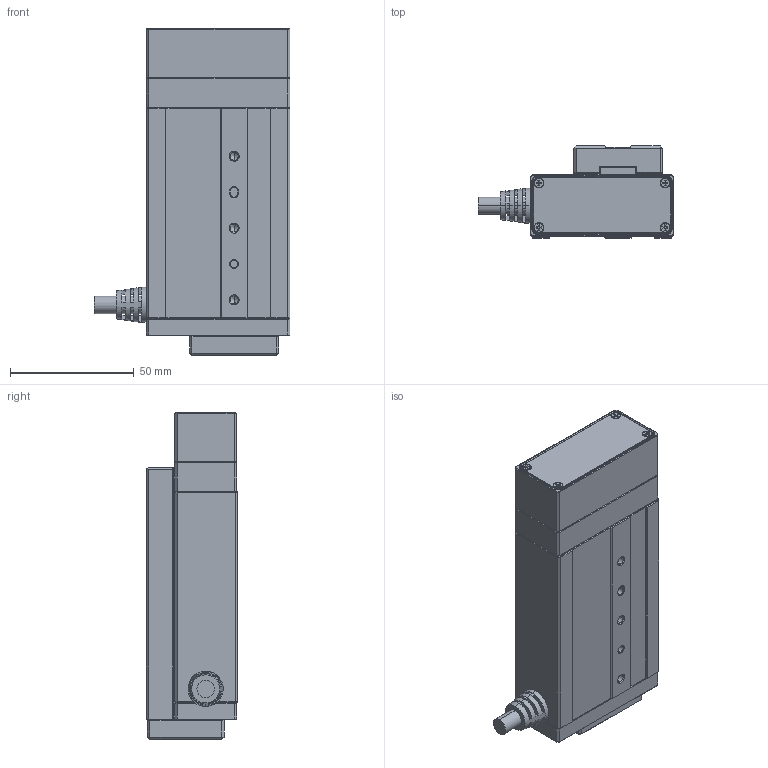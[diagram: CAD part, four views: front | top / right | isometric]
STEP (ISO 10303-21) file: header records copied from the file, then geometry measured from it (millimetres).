
FILE_DESCRIPTION (( 'STEP AP203' ), '1' );
FILE_NAME ('RM-WRPLA-08-50-8T 遵す怢芢裝.STEP', '2022-01-07T08:30:43', ( '' ), ( '' ), 'SwSTEP 2.0', 'SolidWorks 2019', '' );
FILE_SCHEMA (( 'CONFIG_CONTROL_DESIGN' ));
Length unit declared in the file: millimetre
Products named in the file (21): 粣創釱; MGW7H 賑輸; RM-WRPLA-08-50-8T 遵す怢芢裝; PPT16-GFM-1012-07 拸蚐傍杶; す怢倰裝极_50; MFT07-M4 粟銅賡; M3x5 埴翐囀鞠褒蹟佪; す怢傷啣; MFT02-M2x5 坋趼麥芛蹟佪; MFT07-M2.5 粟銅賡; 肮祭謫碟猾裔; SR.step; M4x8 埴翐囀鞠褒蹟佪; 芢裝_50; MFT03-M2.5x8 埴翐囀鞠褒蹟佪; ヶ傷裔; MFT07-M3 粟銅賡; す怢啣_50; M3x8 埴翐囀鞠褒蹟佪; 肮祭謫碟; MGW7H 賑寢_50
Assembly tree (37 placements, depth 2):
  RM-WRPLA-08-50-8T 遵す怢芢裝
    芢裝_50
    粣創釱
    す怢倰裝极_50
    肮祭謫碟
    SR.step
    ヶ傷裔
    PPT16-GFM-1012-07 拸蚐傍杶
    MFT07-M2.5 粟銅賡  x4
    MFT03-M2.5x8 埴翐囀鞠褒蹟佪  x4
    MGW7H 賑寢_50
    MGW7H 賑輸
    M3x8 埴翐囀鞠褒蹟佪  x5
    す怢啣_50
    M3x5 埴翐囀鞠褒蹟佪  x4
    す怢傷啣
    MFT07-M3 粟銅賡  x2
    MFT07-M4 粟銅賡
    M4x8 埴翐囀鞠褒蹟佪
    肮祭謫碟猾裔
    MFT02-M2x5 坋趼麥芛蹟佪  x4
Bounding box: 79 x 37 x 132.1 mm (x, y, z)
Volume: 140678.7 mm3; surface area: 83264 mm2
Topology: 37 solids, 37 shells, 1980 faces, 4458 edges, 2605 vertices
Faces by surface type: plane 1003, cone 502, cylinder 451, bspline 24
Entity records: 43929 total; most frequent: CARTESIAN_POINT 7461, DIRECTION 7380, ORIENTED_EDGE 6658, EDGE_CURVE 3329, AXIS2_PLACEMENT_3D 2635, VECTOR 2110, LINE 2110, VERTEX_POINT 1984
